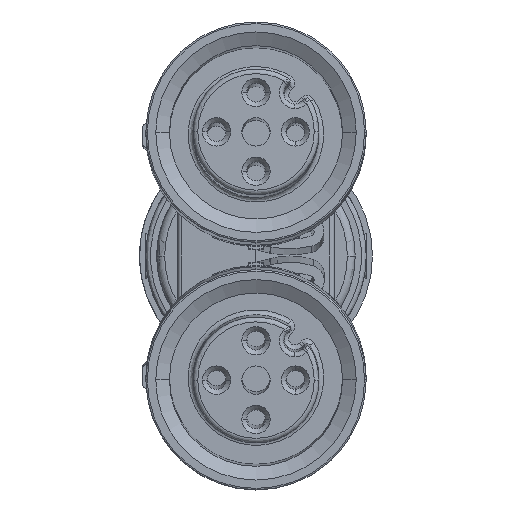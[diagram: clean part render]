
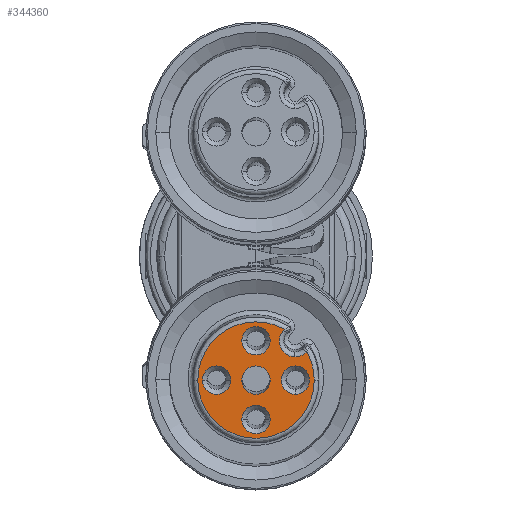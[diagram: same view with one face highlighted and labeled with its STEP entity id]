
A CAD part, left-side view. The second image highlights one B-rep face of the part: STEP entity #344360.
In plain terms, the highlighted face is planar.
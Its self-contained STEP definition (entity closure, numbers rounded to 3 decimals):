
#339990=CARTESIAN_POINT('',(4.703,34.978,
-5.525));
#340000=DIRECTION('',(0.035,0.,
0.999));
#340010=DIRECTION('',(0.,-1.,0.));
#340020=AXIS2_PLACEMENT_3D('',#339990,#340000,#340010);
#340030=CIRCLE('',#340020,3.7);
#340040=CARTESIAN_POINT('',(4.703,31.278,
-5.525));
#340050=VERTEX_POINT('',#340040);
#340060=CARTESIAN_POINT('',(7.927,36.79,
-5.637));
#340070=VERTEX_POINT('',#340060);
#340080=EDGE_CURVE('',#340050,#340070,#340030,.T.);
#342630=CARTESIAN_POINT('',(23.76,55.461,
-6.19));
#342640=DIRECTION('',(0.707,0.707,
-0.025));
#342650=VECTOR('',#342640,1.);
#342660=LINE('',#342630,#342650);
#342670=CARTESIAN_POINT('',(6.47,38.16,
-5.587));
#342680=VERTEX_POINT('',#342670);
#342690=CARTESIAN_POINT('',(6.514,38.204,
-5.588));
#342700=VERTEX_POINT('',#342690);
#342710=EDGE_CURVE('',#342680,#342700,#342660,.T.);
#343270=CARTESIAN_POINT('',(7.801,36.505,
-5.633));
#343280=DIRECTION('',(-0.035,0.,
-0.999));
#343290=DIRECTION('',(0.707,0.707,
-0.025));
#343300=AXIS2_PLACEMENT_3D('',#343270,#343280,#343290);
#343310=PLANE('',#343300);
#343320=CARTESIAN_POINT('',(4.703,32.478,
-5.525));
#343330=DIRECTION('',(-0.035,0.,
-0.999));
#343340=DIRECTION('',(0.,1.,0.));
#343350=AXIS2_PLACEMENT_3D('',#343320,#343330,#343340);
#343360=CIRCLE('',#343350,0.9);
#343370=CARTESIAN_POINT('',(4.703,33.378,
-5.525));
#343380=VERTEX_POINT('',#343370);
#343390=CARTESIAN_POINT('',(4.703,31.578,
-5.525));
#343400=VERTEX_POINT('',#343390);
#343410=EDGE_CURVE('',#343380,#343400,#343360,.T.);
#343420=ORIENTED_EDGE('',*,*,#343410,.F.);
#343430=EDGE_CURVE('',#343400,#343380,#343360,.T.);
#343440=ORIENTED_EDGE('',*,*,#343430,.F.);
#343450=EDGE_LOOP('',(#343440,#343420));
#343460=FACE_BOUND('',#343450,.T.);
#343470=CARTESIAN_POINT('',(2.205,34.978,
-5.438));
#343480=DIRECTION('',(-0.035,0.,
-0.999));
#343490=DIRECTION('',(0.,1.,0.));
#343500=AXIS2_PLACEMENT_3D('',#343470,#343480,#343490);
#343510=CIRCLE('',#343500,0.9);
#343520=CARTESIAN_POINT('',(2.205,35.878,
-5.438));
#343530=VERTEX_POINT('',#343520);
#343540=CARTESIAN_POINT('',(2.205,34.078,
-5.438));
#343550=VERTEX_POINT('',#343540);
#343560=EDGE_CURVE('',#343530,#343550,#343510,.T.);
#343570=ORIENTED_EDGE('',*,*,#343560,.F.);
#343580=EDGE_CURVE('',#343550,#343530,#343510,.T.);
#343590=ORIENTED_EDGE('',*,*,#343580,.F.);
#343600=EDGE_LOOP('',(#343590,#343570));
#343610=FACE_BOUND('',#343600,.T.);
#343620=CARTESIAN_POINT('',(4.703,37.478,
-5.525));
#343630=DIRECTION('',(0.035,0.,
0.999));
#343640=DIRECTION('',(0.999,0.,-0.035));
#343650=AXIS2_PLACEMENT_3D('',#343620,#343630,#343640);
#343660=CIRCLE('',#343650,0.9);
#343670=CARTESIAN_POINT('',(3.804,37.478,
-5.493));
#343680=VERTEX_POINT('',#343670);
#343690=CARTESIAN_POINT('',(5.603,37.478,
-5.556));
#343700=VERTEX_POINT('',#343690);
#343710=EDGE_CURVE('',#343680,#343700,#343660,.T.);
#343720=ORIENTED_EDGE('',*,*,#343710,.T.);
#343730=EDGE_CURVE('',#343700,#343680,#343660,.T.);
#343740=ORIENTED_EDGE('',*,*,#343730,.T.);
#343750=EDGE_LOOP('',(#343740,#343720));
#343760=FACE_BOUND('',#343750,.T.);
#343770=CARTESIAN_POINT('',(7.202,34.978,
-5.612));
#343780=DIRECTION('',(-0.035,0.,
-0.999));
#343790=DIRECTION('',(0.,1.,0.));
#343800=AXIS2_PLACEMENT_3D('',#343770,#343780,#343790);
#343810=CIRCLE('',#343800,0.9);
#343820=CARTESIAN_POINT('',(7.202,35.878,
-5.612));
#343830=VERTEX_POINT('',#343820);
#343840=CARTESIAN_POINT('',(7.202,34.078,
-5.612));
#343850=VERTEX_POINT('',#343840);
#343860=EDGE_CURVE('',#343830,#343850,#343810,.T.);
#343870=ORIENTED_EDGE('',*,*,#343860,.F.);
#343880=EDGE_CURVE('',#343850,#343830,#343810,.T.);
#343890=ORIENTED_EDGE('',*,*,#343880,.F.);
#343900=EDGE_LOOP('',(#343890,#343870));
#343910=FACE_BOUND('',#343900,.T.);
#343920=CARTESIAN_POINT('',(4.703,34.978,
-5.525));
#343930=DIRECTION('',(0.035,0.,
0.999));
#343940=DIRECTION('',(-0.999,0.,
0.035));
#343950=AXIS2_PLACEMENT_3D('',#343920,#343930,#343940);
#343960=CIRCLE('',#343950,0.9);
#343970=CARTESIAN_POINT('',(3.804,34.978,
-5.493));
#343980=VERTEX_POINT('',#343970);
#343990=CARTESIAN_POINT('',(5.603,34.978,
-5.556));
#344000=VERTEX_POINT('',#343990);
#344010=EDGE_CURVE('',#343980,#344000,#343960,.T.);
#344020=ORIENTED_EDGE('',*,*,#344010,.T.);
#344030=EDGE_CURVE('',#344000,#343980,#343960,.T.);
#344040=ORIENTED_EDGE('',*,*,#344030,.T.);
#344050=EDGE_LOOP('',(#344040,#344020));
#344060=FACE_BOUND('',#344050,.T.);
#344070=CARTESIAN_POINT('',(26.587,55.461,
-6.289));
#344080=DIRECTION('',(-0.707,-0.707,
0.025));
#344090=VECTOR('',#344080,1.);
#344100=LINE('',#344070,#344090);
#344110=CARTESIAN_POINT('',(7.883,36.746,
-5.636));
#344120=VERTEX_POINT('',#344110);
#344130=EDGE_CURVE('',#340070,#344120,#344100,.T.);
#344140=ORIENTED_EDGE('',*,*,#344130,.F.);
#344150=CARTESIAN_POINT('',(7.176,37.453,
-5.611));
#344160=DIRECTION('',(-0.035,0.,
-0.999));
#344170=DIRECTION('',(-0.999,0.,
0.035));
#344180=AXIS2_PLACEMENT_3D('',#344150,#344160,#344170);
#344190=CIRCLE('',#344180,1.);
#344200=CARTESIAN_POINT('',(6.177,37.453,
-5.576));
#344210=VERTEX_POINT('',#344200);
#344220=EDGE_CURVE('',#344120,#344210,#344190,.T.);
#344230=ORIENTED_EDGE('',*,*,#344220,.F.);
#344240=EDGE_CURVE('',#344210,#342680,#344190,.T.);
#344250=ORIENTED_EDGE('',*,*,#344240,.F.);
#344260=ORIENTED_EDGE('',*,*,#342710,.F.);
#344270=CARTESIAN_POINT('',(4.703,38.678,
-5.525));
#344280=VERTEX_POINT('',#344270);
#344290=EDGE_CURVE('',#342700,#344280,#340030,.T.);
#344300=ORIENTED_EDGE('',*,*,#344290,.F.);
#344310=EDGE_CURVE('',#344280,#340050,#340030,.T.);
#344320=ORIENTED_EDGE('',*,*,#344310,.F.);
#344330=ORIENTED_EDGE('',*,*,#340080,.F.);
#344340=EDGE_LOOP('',(#344330,#344320,#344300,#344260,#344250,#344230,
#344140));
#344350=FACE_OUTER_BOUND('',#344340,.T.);
#344360=ADVANCED_FACE('',(#343460,#343610,#343760,#343910,#344060,
#344350),#343310,.T.);
